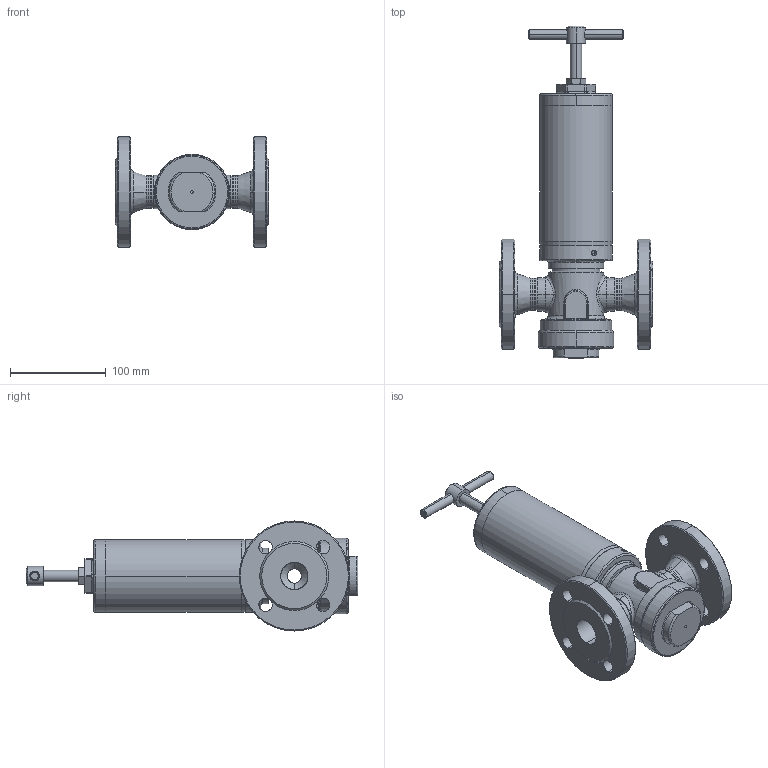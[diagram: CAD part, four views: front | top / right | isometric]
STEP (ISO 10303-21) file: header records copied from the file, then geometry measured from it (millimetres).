
FILE_DESCRIPTION (( 'STEP AP203' ), '1' );
FILE_NAME ('Typ_81-BG_I-D025G.STEP', '2021-01-11T10:22:33', ( '' ), ( '' ), 'SwSTEP 2.0', 'SolidWorks 2016', '' );
FILE_SCHEMA (( 'CONFIG_CONTROL_DESIGN' ));
Length unit declared in the file: millimetre
Products named in the file (1): Typ_81-BG_I-D025G
Bounding box: 160 x 346.87 x 115 mm (x, y, z)
Volume: 650323.8 mm3; surface area: 231816.2 mm2
Topology: 9 solids, 9 shells, 426 faces, 1018 edges, 612 vertices
Faces by surface type: cylinder 156, cone 119, bspline 94, plane 57
Entity records: 19593 total; most frequent: CARTESIAN_POINT 9973, DIRECTION 2027, ORIENTED_EDGE 2020, EDGE_CURVE 1010, AXIS2_PLACEMENT_3D 867, VERTEX_POINT 612, CIRCLE 534, EDGE_LOOP 472
